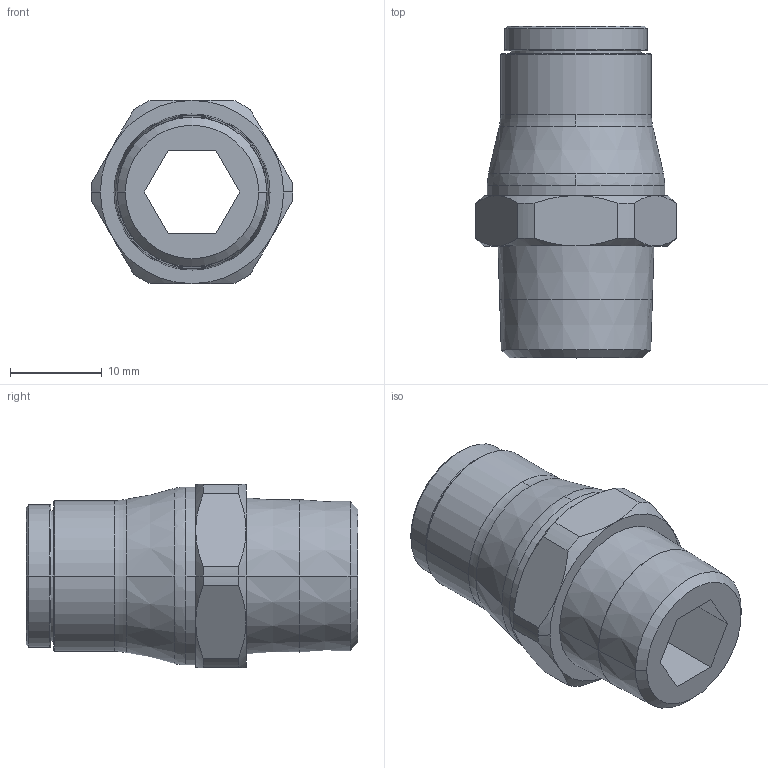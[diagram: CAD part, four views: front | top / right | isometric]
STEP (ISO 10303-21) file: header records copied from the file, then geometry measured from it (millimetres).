
FILE_DESCRIPTION(('STEP AP214'),'1');
FILE_NAME('3675_12_17.stp','2016-07-07T14:59:37',('TraceParts'),('TraceParts S.A.'),'Spatial InterOp 3D',' ',' ');
FILE_SCHEMA(('automotive_design'));
Length unit declared in the file: millimetre
Products named in the file (1): 1
Bounding box: 22 x 36.2 x 20 mm (x, y, z)
Volume: 5310 mm3; surface area: 3792.8 mm2
Topology: 1 solids, 1 shells, 73 faces, 173 edges, 109 vertices
Faces by surface type: cone 28, plane 21, cylinder 18, torus 6
Entity records: 2169 total; most frequent: CARTESIAN_POINT 452, DIRECTION 388, ORIENTED_EDGE 346, EDGE_CURVE 173, AXIS2_PLACEMENT_3D 165, VERTEX_POINT 109, CIRCLE 91, EDGE_LOOP 82
